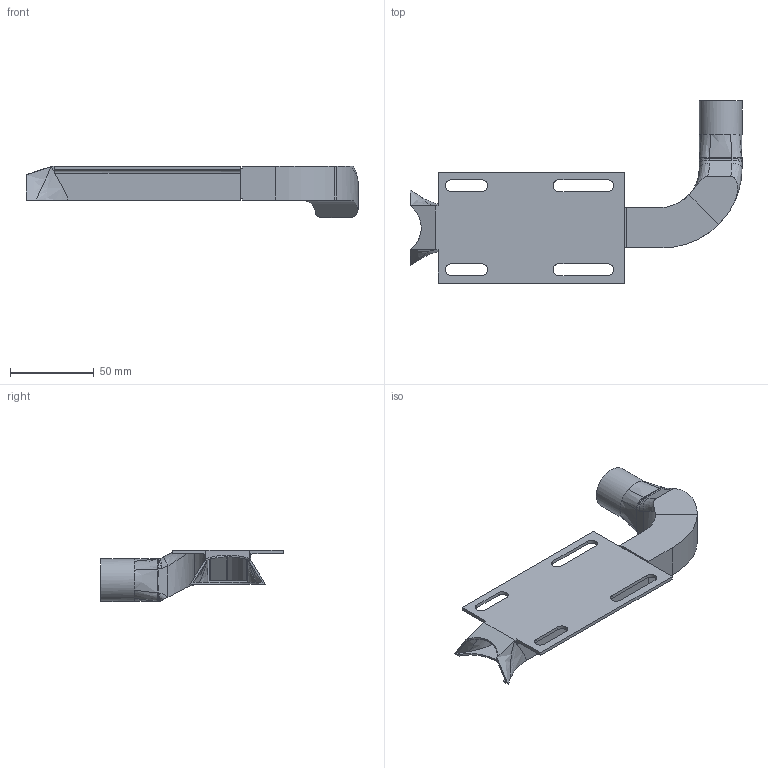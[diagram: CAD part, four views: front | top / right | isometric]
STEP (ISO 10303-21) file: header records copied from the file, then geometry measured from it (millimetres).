
FILE_DESCRIPTION(/* description */ (''),/* implementation_level */ '2;1');
FILE_NAME(/* name */ 'AbsaugungStuzen v16.step',/* time_stamp */ '2023-02-14T18:25:02+01:00',/* author */ (''),/* organization */ (''),/* preprocessor_version */ 'ST-DEVELOPER v19.2',/* originating_system */ 'Autodesk Translation Framework v11.17.0.187',/* authorisation */ '');
FILE_SCHEMA (('AUTOMOTIVE_DESIGN { 1 0 10303 214 3 1 1 }'));
Length unit declared in the file: millimetre
Products named in the file (3): AbsaugungStuzen; AbsaugBogen; Absaugstutzen
Assembly tree (2 placements, depth 2):
  AbsaugungStuzen
    AbsaugBogen
    Absaugstutzen
Bounding box: 197.67 x 108.6 x 30.4 mm (x, y, z)
Volume: 30619.9 mm3; surface area: 53971.5 mm2
Topology: 3 solids, 3 shells, 189 faces, 523 edges, 321 vertices
Faces by surface type: plane 79, bspline 66, cylinder 43, torus 1
Full cylindrical faces by diameter (mm): 23.4 x1, 25.4 x1
Entity records: 7887 total; most frequent: CARTESIAN_POINT 3482, ORIENTED_EDGE 1008, DIRECTION 723, EDGE_CURVE 504, VERTEX_POINT 321, LINE 241, VECTOR 241, AXIS2_PLACEMENT_3D 241
